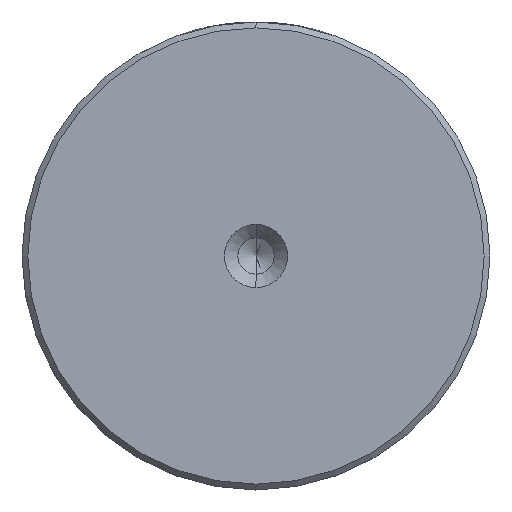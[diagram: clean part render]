
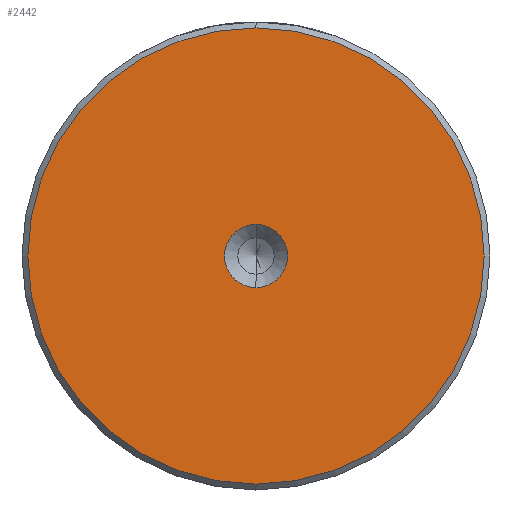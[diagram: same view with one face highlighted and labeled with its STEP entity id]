
A CAD part, left-side view. The second image highlights one B-rep face of the part: STEP entity #2442.
In plain terms, the highlighted planar face has unit normal (-1, 0, 0).
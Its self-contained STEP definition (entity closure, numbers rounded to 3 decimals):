
#26 = EDGE_LOOP ( 'NONE', ( #2019, #151 ) ) ;
#27 = AXIS2_PLACEMENT_3D ( 'NONE', #404, #649, #2282 ) ;
#137 = ORIENTED_EDGE ( 'NONE', *, *, #2083, .T. ) ;
#151 = ORIENTED_EDGE ( 'NONE', *, *, #834, .F. ) ;
#216 = CIRCLE ( 'NONE', #2253, 2.7 ) ;
#303 = FACE_OUTER_BOUND ( 'NONE', #1178, .T. ) ;
#404 = CARTESIAN_POINT ( 'NONE',  ( 0., 0., 0. ) ) ;
#419 = EDGE_CURVE ( 'NONE', #1797, #453, #506, .T. ) ;
#453 = VERTEX_POINT ( 'NONE', #1676 ) ;
#506 = CIRCLE ( 'NONE', #2362, 19.5 ) ;
#623 = CARTESIAN_POINT ( 'NONE',  ( 0., 0., -2.7 ) ) ;
#649 = DIRECTION ( 'NONE',  ( -1., 0., 0. ) ) ;
#690 = CARTESIAN_POINT ( 'NONE',  ( 0., 0., 0. ) ) ;
#834 = EDGE_CURVE ( 'NONE', #2359, #2989, #216, .T. ) ;
#862 = CARTESIAN_POINT ( 'NONE',  ( 0., 0., 2.7 ) ) ;
#909 = FACE_BOUND ( 'NONE', #26, .T. ) ;
#912 = DIRECTION ( 'NONE',  ( 0., 0., 1. ) ) ;
#938 = DIRECTION ( 'NONE',  ( -1., 0., 0. ) ) ;
#979 = CARTESIAN_POINT ( 'NONE',  ( 0., 0., 0. ) ) ;
#1007 = EDGE_CURVE ( 'NONE', #2989, #2359, #1100, .T. ) ;
#1048 = DIRECTION ( 'NONE',  ( -1., 0., 0. ) ) ;
#1096 = AXIS2_PLACEMENT_3D ( 'NONE', #979, #2618, #1213 ) ;
#1100 = CIRCLE ( 'NONE', #1096, 2.7 ) ;
#1178 = EDGE_LOOP ( 'NONE', ( #1457, #137 ) ) ;
#1213 = DIRECTION ( 'NONE',  ( 0., 0., 1. ) ) ;
#1390 = AXIS2_PLACEMENT_3D ( 'NONE', #690, #2318, #912 ) ;
#1457 = ORIENTED_EDGE ( 'NONE', *, *, #419, .T. ) ;
#1579 = PLANE ( 'NONE',  #27 ) ;
#1676 = CARTESIAN_POINT ( 'NONE',  ( 0., 0., 19.5 ) ) ;
#1750 = CIRCLE ( 'NONE', #1390, 19.5 ) ;
#1797 = VERTEX_POINT ( 'NONE', #2835 ) ;
#2019 = ORIENTED_EDGE ( 'NONE', *, *, #1007, .F. ) ;
#2083 = EDGE_CURVE ( 'NONE', #453, #1797, #1750, .T. ) ;
#2253 = AXIS2_PLACEMENT_3D ( 'NONE', #2463, #1048, #2693 ) ;
#2282 = DIRECTION ( 'NONE',  ( 0., 0., 1. ) ) ;
#2318 = DIRECTION ( 'NONE',  ( -1., 0., 0. ) ) ;
#2344 = CARTESIAN_POINT ( 'NONE',  ( 0., 0., 0. ) ) ;
#2359 = VERTEX_POINT ( 'NONE', #623 ) ;
#2362 = AXIS2_PLACEMENT_3D ( 'NONE', #2344, #938, #2583 ) ;
#2442 = ADVANCED_FACE ( 'NONE', ( #303, #909 ), #1579, .T. ) ;
#2463 = CARTESIAN_POINT ( 'NONE',  ( 0., 0., 0. ) ) ;
#2583 = DIRECTION ( 'NONE',  ( 0., 0., 1. ) ) ;
#2618 = DIRECTION ( 'NONE',  ( -1., 0., 0. ) ) ;
#2693 = DIRECTION ( 'NONE',  ( 0., 0., 1. ) ) ;
#2835 = CARTESIAN_POINT ( 'NONE',  ( 0., 0., -19.5 ) ) ;
#2989 = VERTEX_POINT ( 'NONE', #862 ) ;
